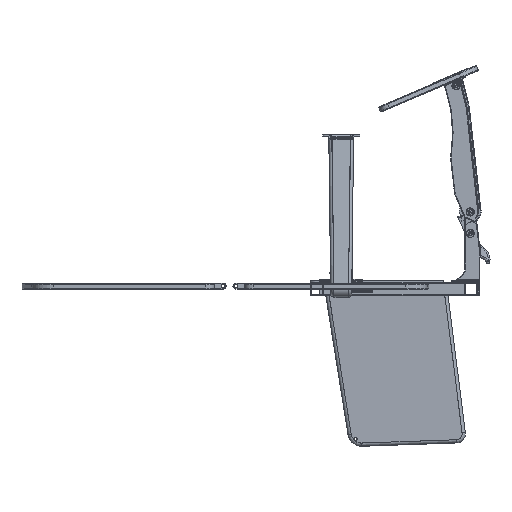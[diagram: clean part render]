
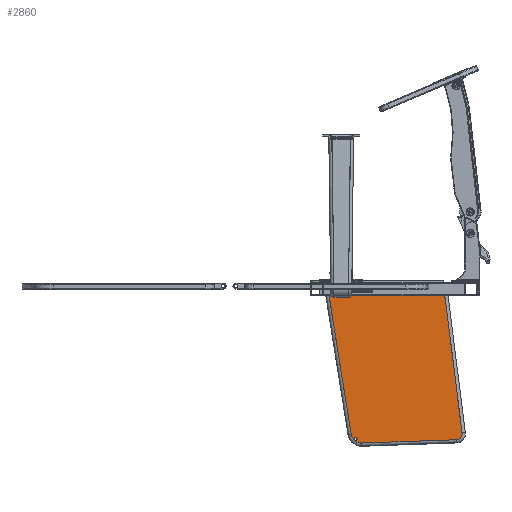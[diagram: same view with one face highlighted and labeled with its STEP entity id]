
A CAD part, front view. The second image highlights one B-rep face of the part: STEP entity #2860.
In plain terms, the highlighted face is planar.
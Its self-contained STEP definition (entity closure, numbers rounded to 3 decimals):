
#2860 = ADVANCED_FACE( '', ( #5926, #5927 ), #5928, .T. );
#5926 = FACE_BOUND( '', #11417, .T. );
#5927 = FACE_OUTER_BOUND( '', #11418, .T. );
#5928 = PLANE( '', #11419 );
#11417 = EDGE_LOOP( '', ( #19145 ) );
#11418 = EDGE_LOOP( '', ( #19146, #19147, #19148, #19149, #19150, #19151, #19152 ) );
#11419 = AXIS2_PLACEMENT_3D( '', #19153, #19154, #19155 );
#19145 = ORIENTED_EDGE( '', *, *, #21861, .T. );
#19146 = ORIENTED_EDGE( '', *, *, #23183, .T. );
#19147 = ORIENTED_EDGE( '', *, *, #23079, .T. );
#19148 = ORIENTED_EDGE( '', *, *, #22679, .T. );
#19149 = ORIENTED_EDGE( '', *, *, #22483, .T. );
#19150 = ORIENTED_EDGE( '', *, *, #21013, .T. );
#19151 = ORIENTED_EDGE( '', *, *, #22843, .T. );
#19152 = ORIENTED_EDGE( '', *, *, #23530, .T. );
#19153 = CARTESIAN_POINT( '', ( -19.5, 36.682, 0. ) );
#19154 = DIRECTION( '', ( -1., 0., -0.012 ) );
#19155 = DIRECTION( '', ( -0.012, 0., 1. ) );
#21013 = EDGE_CURVE( '', #25100, #25105, #25107, .T. );
#21861 = EDGE_CURVE( '', #26494, #26494, #26495, .F. );
#22483 = EDGE_CURVE( '', #26952, #25100, #27419, .F. );
#22679 = EDGE_CURVE( '', #27688, #26952, #27689, .F. );
#22843 = EDGE_CURVE( '', #25105, #27905, #27907, .F. );
#23079 = EDGE_CURVE( '', #28200, #27688, #28201, .F. );
#23183 = EDGE_CURVE( '', #28342, #28200, #28343, .F. );
#23530 = EDGE_CURVE( '', #27905, #28342, #28725, .T. );
#25100 = VERTEX_POINT( '', #30433 );
#25105 = VERTEX_POINT( '', #30438 );
#25107 = ELLIPSE( '', #30440, 19.001, 19. );
#26494 = VERTEX_POINT( '', #33079 );
#26495 = ELLIPSE( '', #33080, 3., 3. );
#26952 = VERTEX_POINT( '', #33916 );
#27419 = LINE( '', #34919, #34920 );
#27688 = VERTEX_POINT( '', #35383 );
#27689 = LINE( '', #35384, #35385 );
#27905 = VERTEX_POINT( '', #35696 );
#27907 = LINE( '', #35698, #35699 );
#28200 = VERTEX_POINT( '', #36140 );
#28201 = LINE( '', #36141, #36142 );
#28342 = VERTEX_POINT( '', #36495 );
#28343 = LINE( '', #36496, #36497 );
#28725 = ELLIPSE( '', #37120, 11.001, 11. );
#30433 = CARTESIAN_POINT( '', ( -19.511, 132.988, 0.931 ) );
#30438 = CARTESIAN_POINT( '', ( -19.316, 113.563, -15.06 ) );
#30440 = AXIS2_PLACEMENT_3D( '', #38285, #38286, #38287 );
#33079 = CARTESIAN_POINT( '', ( -19.447, 124.865, -4.376 ) );
#33080 = AXIS2_PLACEMENT_3D( '', #39572, #39573, #39574 );
#33916 = CARTESIAN_POINT( '', ( -22.909, 177.425, 279.037 ) );
#34919 = CARTESIAN_POINT( '', ( -19.317, 130.446, -14.98 ) );
#34920 = VECTOR( '', #40471, 1000. );
#35383 = CARTESIAN_POINT( '', ( -22.909, -37.305, 279.037 ) );
#35384 = CARTESIAN_POINT( '', ( -22.909, -51.737, 279.037 ) );
#35385 = VECTOR( '', #40739, 1000. );
#35696 = CARTESIAN_POINT( '', ( -19.391, -61.481, -8.947 ) );
#35698 = CARTESIAN_POINT( '', ( -19.349, 36.102, -12.355 ) );
#35699 = VECTOR( '', #40973, 1000. );
#36140 = CARTESIAN_POINT( '', ( -22.899, -37.305, 278.177 ) );
#36141 = CARTESIAN_POINT( '', ( -19.5, -37.305, 0. ) );
#36142 = VECTOR( '', #41294, 1000. );
#36495 = CARTESIAN_POINT( '', ( -19.542, -72.01, 3.425 ) );
#36496 = CARTESIAN_POINT( '', ( -19.643, -70.965, 11.701 ) );
#36497 = VECTOR( '', #41423, 1000. );
#37120 = AXIS2_PLACEMENT_3D( '', #41803, #41804, #41805 );
#38285 = CARTESIAN_POINT( '', ( -19.548, 114.226, 3.928 ) );
#38286 = DIRECTION( '', ( -1., 0., -0.012 ) );
#38287 = DIRECTION( '', ( -0.012, 0., 1. ) );
#39572 = CARTESIAN_POINT( '', ( -19.41, 124.865, -7.376 ) );
#39573 = DIRECTION( '', ( -1., 0., -0.012 ) );
#39574 = DIRECTION( '', ( -0.012, 0., 1. ) );
#40471 = DIRECTION( '', ( -0.012, 0.158, 0.987 ) );
#40739 = DIRECTION( '', ( 0., -1., 0. ) );
#40973 = DIRECTION( '', ( 0., 0.999, -0.035 ) );
#41294 = DIRECTION( '', ( 0.012, 0., -1. ) );
#41423 = DIRECTION( '', ( 0.012, -0.125, -0.992 ) );
#41803 = CARTESIAN_POINT( '', ( -19.525, -61.097, 2.046 ) );
#41804 = DIRECTION( '', ( -1., 0., -0.012 ) );
#41805 = DIRECTION( '', ( -0.012, 0., 1. ) );
